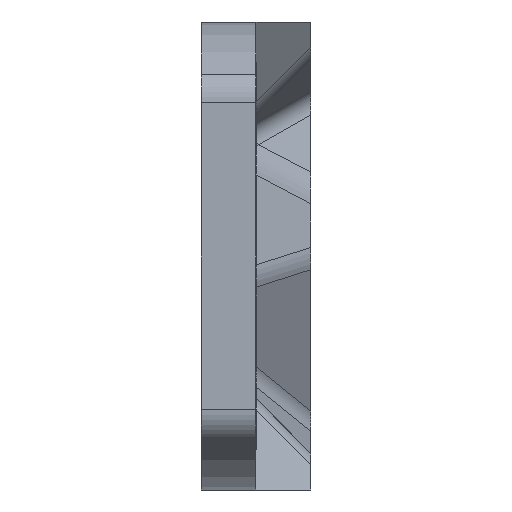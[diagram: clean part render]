
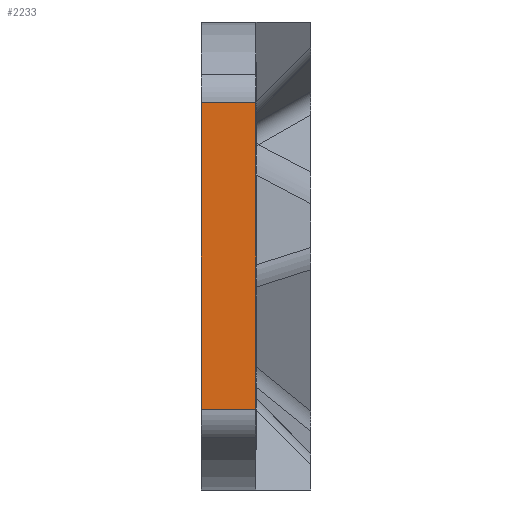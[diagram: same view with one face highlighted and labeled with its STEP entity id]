
A CAD part, left-side view. The second image highlights one B-rep face of the part: STEP entity #2233.
In plain terms, the highlighted planar face has unit normal (-1, 0, 0).
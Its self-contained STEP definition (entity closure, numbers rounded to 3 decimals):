
#178=PLANE('',#2438);
#264=FACE_OUTER_BOUND('',#398,.T.);
#398=EDGE_LOOP('',(#1754,#1755,#1756,#1757));
#512=LINE('',#3356,#735);
#576=LINE('',#3545,#799);
#609=LINE('',#3639,#832);
#611=LINE('',#3642,#834);
#735=VECTOR('',#2622,10.);
#799=VECTOR('',#2788,10.);
#832=VECTOR('',#2865,10.);
#834=VECTOR('',#2869,10.);
#985=VERTEX_POINT('',#3353);
#986=VERTEX_POINT('',#3355);
#1059=VERTEX_POINT('',#3542);
#1060=VERTEX_POINT('',#3544);
#1201=EDGE_CURVE('',#985,#986,#512,.T.);
#1297=EDGE_CURVE('',#1059,#1060,#576,.T.);
#1346=EDGE_CURVE('',#986,#1059,#609,.T.);
#1348=EDGE_CURVE('',#1060,#985,#611,.T.);
#1754=ORIENTED_EDGE('',*,*,#1346,.F.);
#1755=ORIENTED_EDGE('',*,*,#1201,.F.);
#1756=ORIENTED_EDGE('',*,*,#1348,.F.);
#1757=ORIENTED_EDGE('',*,*,#1297,.F.);
#2233=ADVANCED_FACE('',(#264),#178,.T.);
#2438=AXIS2_PLACEMENT_3D('',#3641,#2867,#2868);
#2622=DIRECTION('',(0.,0.,-1.));
#2788=DIRECTION('',(0.,0.,1.));
#2865=DIRECTION('',(0.,1.,0.));
#2867=DIRECTION('center_axis',(-1.,0.,0.));
#2868=DIRECTION('ref_axis',(0.,0.,-1.));
#2869=DIRECTION('',(0.,-1.,0.));
#3353=CARTESIAN_POINT('',(-138.132,-6.,14.061));
#3355=CARTESIAN_POINT('',(-138.132,-6.,-19.548));
#3356=CARTESIAN_POINT('',(-138.132,-6.,-21.355));
#3542=CARTESIAN_POINT('',(-138.132,0.,-19.548));
#3544=CARTESIAN_POINT('',(-138.132,0.,14.061));
#3545=CARTESIAN_POINT('',(-138.132,0.,-21.355));
#3639=CARTESIAN_POINT('',(-138.132,0.,-19.548));
#3641=CARTESIAN_POINT('Origin',(-138.132,0.,15.869));
#3642=CARTESIAN_POINT('',(-138.132,0.,14.061));
